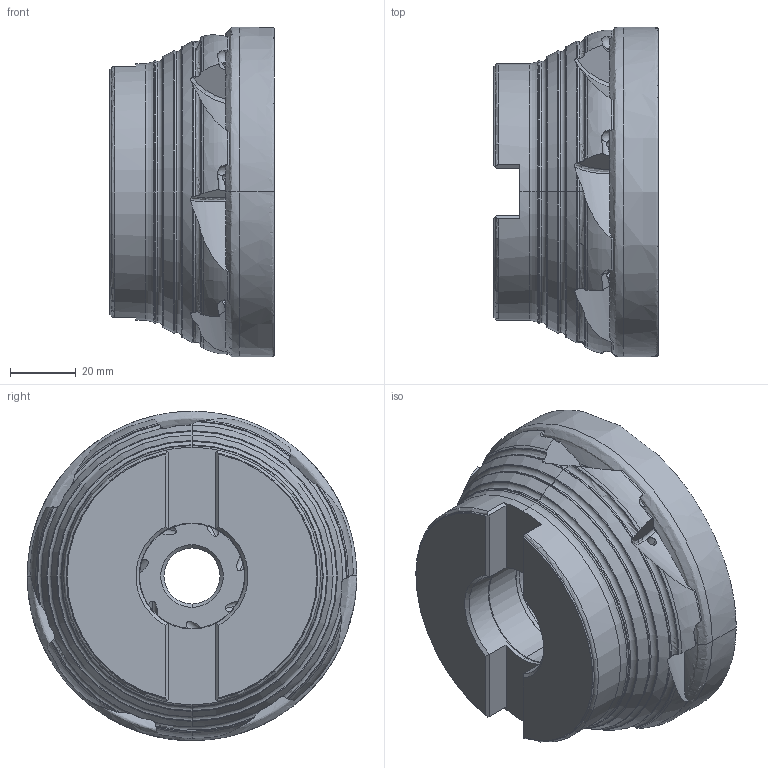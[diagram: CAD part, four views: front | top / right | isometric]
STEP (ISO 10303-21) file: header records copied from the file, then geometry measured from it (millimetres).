
FILE_DESCRIPTION (( 'STEP AP214' ), '1' );
FILE_NAME ('90PP_100_723_7.STEP', '2016-07-21T07:48:36', ( '' ), ( '' ), 'SwSTEP 2.0', 'SolidWorks 2016', '' );
FILE_SCHEMA (( 'AUTOMOTIVE_DESIGN' ));
Length unit declared in the file: millimetre
Products named in the file (1): 90PP_100_723_7
Bounding box: 50.04 x 99.98 x 99.98 mm (x, y, z)
Volume: 262509.6 mm3; surface area: 39201.9 mm2
Topology: 1 solids, 1 shells, 542 faces, 1598 edges, 1018 vertices
Faces by surface type: cylinder 214, plane 146, torus 89, cone 47, sphere 35, bspline 11
Entity records: 22739 total; most frequent: CARTESIAN_POINT 9489, ORIENTED_EDGE 3112, DIRECTION 2412, EDGE_CURVE 1556, AXIS2_PLACEMENT_3D 1002, VERTEX_POINT 997, EDGE_LOOP 553, B_SPLINE_CURVE_WITH_KNOTS 547
